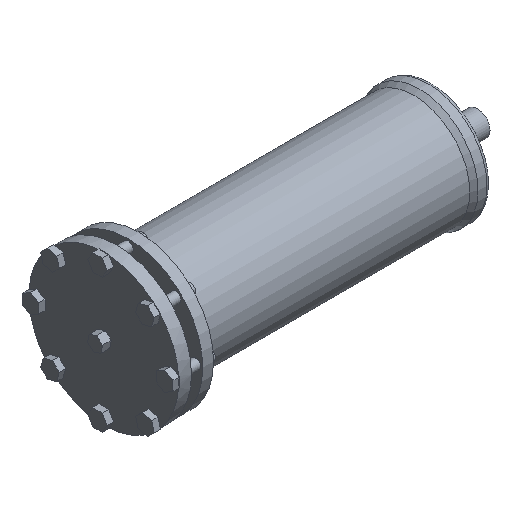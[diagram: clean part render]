
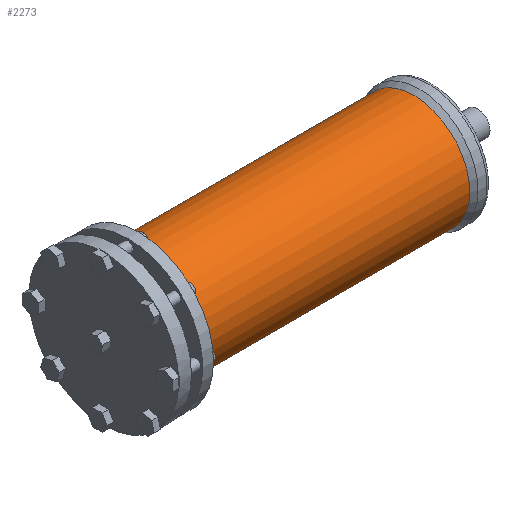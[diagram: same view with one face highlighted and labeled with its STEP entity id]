
A CAD part, isometric view. The second image highlights one B-rep face of the part: STEP entity #2273.
In plain terms, the highlighted cylindrical face has radius 57 mm (diameter 114 mm), a full revolution.
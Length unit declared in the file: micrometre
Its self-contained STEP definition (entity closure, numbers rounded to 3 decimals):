
#104=FACE_BOUND('',#298,.T.);
#144=B_SPLINE_CURVE_WITH_KNOTS('',3,(#3393,#3394,#3395,#3396,#3397,#3398,
#3399,#3400,#3401,#3402,#3403,#3404,#3405,#3406,#3407,#3408,#3409,#3410),
 .UNSPECIFIED.,.F.,.F.,(4,2,2,2,2,2,2,2,4),(3.826,4.304,
4.782,5.261,5.739,6.217,6.695,
7.173,7.652),.UNSPECIFIED.);
#145=B_SPLINE_CURVE_WITH_KNOTS('',3,(#3416,#3417,#3418,#3419,#3420,#3421,
#3422,#3423,#3424,#3425,#3426,#3427,#3428,#3429,#3430,#3431,#3432,#3433),
 .UNSPECIFIED.,.F.,.F.,(4,2,2,2,2,2,2,2,4),(7.652,8.13,
8.608,9.086,9.565,10.043,10.521,
10.999,11.477),.UNSPECIFIED.);
#176=FACE_OUTER_BOUND('',#297,.T.);
#297=EDGE_LOOP('',(#1734,#1735,#1736,#1737,#1738,#1739));
#298=EDGE_LOOP('',(#1740,#1741));
#451=LINE('',#3723,#659);
#659=VECTOR('',#2976,57000.);
#919=CIRCLE('',#2487,57000.);
#920=CIRCLE('',#2488,57000.);
#962=CIRCLE('',#2539,57000.);
#963=CIRCLE('',#2540,57000.);
#972=VERTEX_POINT('',#3391);
#973=VERTEX_POINT('',#3392);
#1050=VERTEX_POINT('',#3618);
#1051=VERTEX_POINT('',#3620);
#1091=VERTEX_POINT('',#3719);
#1092=VERTEX_POINT('',#3720);
#1211=EDGE_CURVE('',#972,#973,#144,.T.);
#1215=EDGE_CURVE('',#973,#972,#145,.T.);
#1308=EDGE_CURVE('',#1051,#1050,#919,.T.);
#1309=EDGE_CURVE('',#1050,#1051,#920,.T.);
#1358=EDGE_CURVE('',#1091,#1092,#962,.T.);
#1359=EDGE_CURVE('',#1092,#1091,#963,.T.);
#1360=EDGE_CURVE('',#1092,#1051,#451,.T.);
#1734=ORIENTED_EDGE('',*,*,#1358,.F.);
#1735=ORIENTED_EDGE('',*,*,#1359,.F.);
#1736=ORIENTED_EDGE('',*,*,#1360,.T.);
#1737=ORIENTED_EDGE('',*,*,#1308,.T.);
#1738=ORIENTED_EDGE('',*,*,#1309,.T.);
#1739=ORIENTED_EDGE('',*,*,#1360,.F.);
#1740=ORIENTED_EDGE('',*,*,#1211,.F.);
#1741=ORIENTED_EDGE('',*,*,#1215,.F.);
#2241=CYLINDRICAL_SURFACE('',#2538,57000.);
#2273=ADVANCED_FACE('',(#176,#104),#2241,.T.);
#2487=AXIS2_PLACEMENT_3D('',#3621,#2861,#2862);
#2488=AXIS2_PLACEMENT_3D('',#3622,#2863,#2864);
#2538=AXIS2_PLACEMENT_3D('',#3718,#2970,#2971);
#2539=AXIS2_PLACEMENT_3D('',#3721,#2972,#2973);
#2540=AXIS2_PLACEMENT_3D('',#3722,#2974,#2975);
#2861=DIRECTION('center_axis',(-1.,0.,0.));
#2862=DIRECTION('ref_axis',(0.,0.,1.));
#2863=DIRECTION('center_axis',(-1.,0.,0.));
#2864=DIRECTION('ref_axis',(0.,0.,1.));
#2970=DIRECTION('center_axis',(-1.,0.,0.));
#2971=DIRECTION('ref_axis',(0.,0.,1.));
#2972=DIRECTION('center_axis',(-1.,0.,0.));
#2973=DIRECTION('ref_axis',(0.,0.,1.));
#2974=DIRECTION('center_axis',(-1.,0.,0.));
#2975=DIRECTION('ref_axis',(0.,0.,1.));
#2976=DIRECTION('',(1.,0.,0.));
#3391=CARTESIAN_POINT('',(86500.,55578.571,-12650.));
#3392=CARTESIAN_POINT('',(86500.,55578.571,12650.));
#3393=CARTESIAN_POINT('Ctrl Pts',(86500.,55578.571,-12650.));
#3394=CARTESIAN_POINT('Ctrl Pts',(84905.842,55578.571,-12650.));
#3395=CARTESIAN_POINT('Ctrl Pts',(83209.204,55654.284,-12330.317));
#3396=CARTESIAN_POINT('Ctrl Pts',(80094.168,55924.991,-11037.725));
#3397=CARTESIAN_POINT('Ctrl Pts',(78675.29,56115.777,-10065.092));
#3398=CARTESIAN_POINT('Ctrl Pts',(76435.004,56471.751,-7824.806));
#3399=CARTESIAN_POINT('Ctrl Pts',(75462.296,56660.466,-6405.888));
#3400=CARTESIAN_POINT('Ctrl Pts',(74169.649,56926.4,-3290.709));
#3401=CARTESIAN_POINT('Ctrl Pts',(73850.,57000.,-1594.021));
#3402=CARTESIAN_POINT('Ctrl Pts',(73850.,57000.,1594.021));
#3403=CARTESIAN_POINT('Ctrl Pts',(74169.649,56926.4,3290.709));
#3404=CARTESIAN_POINT('Ctrl Pts',(75462.296,56660.466,6405.888));
#3405=CARTESIAN_POINT('Ctrl Pts',(76435.004,56471.751,7824.806));
#3406=CARTESIAN_POINT('Ctrl Pts',(78675.29,56115.777,10065.092));
#3407=CARTESIAN_POINT('Ctrl Pts',(80094.168,55924.991,11037.725));
#3408=CARTESIAN_POINT('Ctrl Pts',(83209.204,55654.284,12330.317));
#3409=CARTESIAN_POINT('Ctrl Pts',(84905.842,55578.571,12650.));
#3410=CARTESIAN_POINT('Ctrl Pts',(86500.,55578.571,12650.));
#3416=CARTESIAN_POINT('Ctrl Pts',(86500.,55578.571,12650.));
#3417=CARTESIAN_POINT('Ctrl Pts',(88094.158,55578.571,12650.));
#3418=CARTESIAN_POINT('Ctrl Pts',(89790.796,55654.284,12330.317));
#3419=CARTESIAN_POINT('Ctrl Pts',(92905.832,55924.991,11037.725));
#3420=CARTESIAN_POINT('Ctrl Pts',(94324.71,56115.777,10065.092));
#3421=CARTESIAN_POINT('Ctrl Pts',(96564.996,56471.751,7824.806));
#3422=CARTESIAN_POINT('Ctrl Pts',(97537.704,56660.466,6405.888));
#3423=CARTESIAN_POINT('Ctrl Pts',(98830.351,56926.4,3290.709));
#3424=CARTESIAN_POINT('Ctrl Pts',(99150.,57000.,1594.021));
#3425=CARTESIAN_POINT('Ctrl Pts',(99150.,57000.,-1594.021));
#3426=CARTESIAN_POINT('Ctrl Pts',(98830.351,56926.4,-3290.709));
#3427=CARTESIAN_POINT('Ctrl Pts',(97537.704,56660.466,-6405.888));
#3428=CARTESIAN_POINT('Ctrl Pts',(96564.996,56471.751,-7824.806));
#3429=CARTESIAN_POINT('Ctrl Pts',(94324.71,56115.777,-10065.092));
#3430=CARTESIAN_POINT('Ctrl Pts',(92905.832,55924.991,-11037.725));
#3431=CARTESIAN_POINT('Ctrl Pts',(89790.796,55654.284,-12330.317));
#3432=CARTESIAN_POINT('Ctrl Pts',(88094.158,55578.571,-12650.));
#3433=CARTESIAN_POINT('Ctrl Pts',(86500.,55578.571,-12650.));
#3618=CARTESIAN_POINT('',(316500.,0.,57000.));
#3620=CARTESIAN_POINT('',(316500.,0.,-57000.));
#3621=CARTESIAN_POINT('Origin',(316500.,0.,0.));
#3622=CARTESIAN_POINT('Origin',(316500.,0.,0.));
#3718=CARTESIAN_POINT('Origin',(0.,0.,0.));
#3719=CARTESIAN_POINT('',(36000.,0.,57000.));
#3720=CARTESIAN_POINT('',(36000.,0.,-57000.));
#3721=CARTESIAN_POINT('Origin',(36000.,0.,0.));
#3722=CARTESIAN_POINT('Origin',(36000.,0.,0.));
#3723=CARTESIAN_POINT('',(0.,0.,-57000.));
